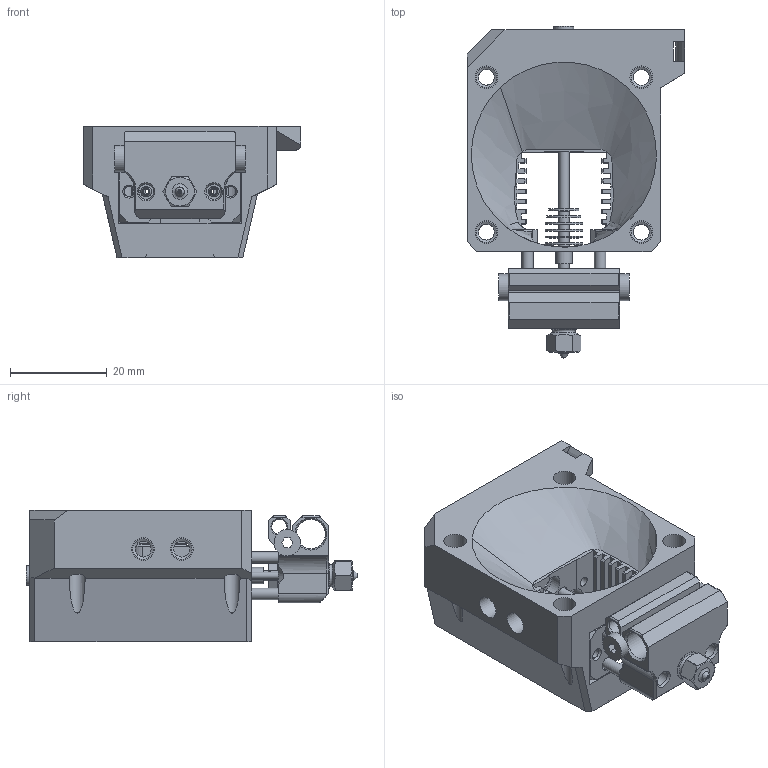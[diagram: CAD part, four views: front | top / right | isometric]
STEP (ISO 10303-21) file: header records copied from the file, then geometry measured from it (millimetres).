
FILE_DESCRIPTION(/* description */ (''),/* implementation_level */ '2;1');
FILE_NAME(/* name */ 'RW Mosquito EVA3 Hotend.step',/* time_stamp */ '2024-09-05T13:16:33-07:00',/* author */ (''),/* organization */ (''),/* preprocessor_version */ 'ST-DEVELOPER v20',/* originating_system */ 'Autodesk Translation Framework v13.14.0.145',/* authorisation */ '');
FILE_SCHEMA (('AUTOMOTIVE_DESIGN { 1 0 10303 214 3 1 1 }'));
Length unit declared in the file: millimetre
Products named in the file (29): Mosquito Max Flow Mount; Mosquito; Mosquito_1; mosquito_2; mosquito (1); mosquito (23); mosquito (20); mosquito (22); mosquito (2); mosquito (3); mosquito (4); mosquito (5); mosquito (6); mosquito (7); mosquito (8); mosquito (9); mosquito (10); mosquito (11); mosquito (12); mosquito (13); mosquito (14); mosquito (15); mosquito (16); mosquito (17); mosquito (21); mosquito (18); mosquito (19); PTFE_22.6_mm; hotend_mosquito
Assembly tree (28 placements, depth 4):
  Mosquito Max Flow Mount
    Mosquito
      Mosquito_1
        mosquito_2
        mosquito (1)
        mosquito (23)
        mosquito (20)
        mosquito (22)
        mosquito (2)
        mosquito (3)
        mosquito (4)
        mosquito (5)
        mosquito (6)
        mosquito (7)
        mosquito (8)
        mosquito (9)
        mosquito (10)
        mosquito (11)
        mosquito (12)
        mosquito (13)
        mosquito (14)
        mosquito (15)
        mosquito (16)
        mosquito (17)
        mosquito (21)
        mosquito (18)
        mosquito (19)
      PTFE_22.6_mm
      hotend_mosquito
Bounding box: 45 x 68.6 x 27.15 mm (x, y, z)
Volume: 23447 mm3; surface area: 19058.7 mm2
Topology: 2 solids, 26 shells, 456 faces, 1249 edges, 822 vertices
Faces by surface type: plane 275, cylinder 108, cone 60, bspline 10, torus 3
Full cylindrical faces by diameter (mm): 0.4 x1, 1.1 x2, 1.4 x2, 1.6 x2, 1.75 x1, 1.95 x1, 2 x4, 2.05 x4, 2.15 x1, 2.16 x4, 2.18 x1, 2.19 x1, 2.38 x4, 2.8 x8, 3.1 x3, 3.3 x8, 3.4 x1, 4.1 x2, 4.35 x1, 4.7 x8, 4.9 x2, 5 x2, 5.5 x2, 6 x1, 6.03 x1, 6.2 x1, 7 x1, 7.8 x5
Entity records: 16362 total; most frequent: CARTESIAN_POINT 3575, DIRECTION 2583, ORIENTED_EDGE 2393, EDGE_CURVE 1248, AXIS2_PLACEMENT_3D 886, VERTEX_POINT 822, LINE 811, VECTOR 811
